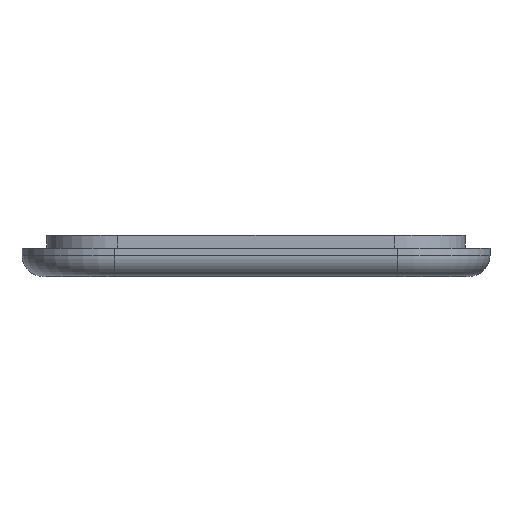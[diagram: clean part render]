
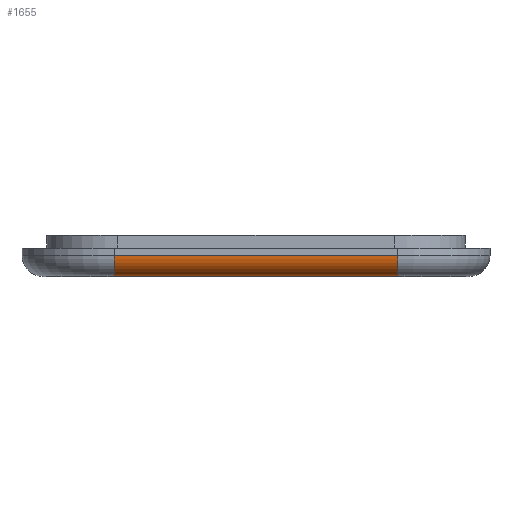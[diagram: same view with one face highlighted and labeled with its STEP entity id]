
A CAD part, front view. The second image highlights one B-rep face of the part: STEP entity #1655.
In plain terms, the highlighted cylindrical face has radius 3 mm (diameter 6 mm), a partial arc.
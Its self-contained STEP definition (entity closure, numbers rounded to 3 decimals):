
#296 = PLANE('',#297);
#297 = AXIS2_PLACEMENT_3D('',#298,#299,#300);
#298 = CARTESIAN_POINT('',(20.,-58.,0.));
#299 = DIRECTION('',(0.,-1.,0.));
#300 = DIRECTION('',(-1.,0.,0.));
#770 = VERTEX_POINT('',#771);
#771 = CARTESIAN_POINT('',(-20.,-58.,0.));
#786 = TOROIDAL_SURFACE('',#787,10.,3.);
#787 = AXIS2_PLACEMENT_3D('',#788,#789,#790);
#788 = CARTESIAN_POINT('',(-20.,-45.,0.));
#789 = DIRECTION('',(-0.,-0.,-1.));
#790 = DIRECTION('',(1.,0.,0.));
#825 = EDGE_CURVE('',#826,#770,#828,.T.);
#826 = VERTEX_POINT('',#827);
#827 = CARTESIAN_POINT('',(20.,-58.,0.));
#828 = SURFACE_CURVE('',#829,(#833,#840),.PCURVE_S1.);
#829 = LINE('',#830,#831);
#830 = CARTESIAN_POINT('',(20.,-58.,0.));
#831 = VECTOR('',#832,1.);
#832 = DIRECTION('',(-1.,0.,0.));
#833 = PCURVE('',#296,#834);
#834 = DEFINITIONAL_REPRESENTATION('',(#835),#839);
#835 = LINE('',#836,#837);
#836 = CARTESIAN_POINT('',(0.,-0.));
#837 = VECTOR('',#838,1.);
#838 = DIRECTION('',(1.,0.));
#839 = ( GEOMETRIC_REPRESENTATION_CONTEXT(2) 
PARAMETRIC_REPRESENTATION_CONTEXT() REPRESENTATION_CONTEXT('2D SPACE',''
  ) );
#840 = PCURVE('',#841,#846);
#841 = CYLINDRICAL_SURFACE('',#842,3.);
#842 = AXIS2_PLACEMENT_3D('',#843,#844,#845);
#843 = CARTESIAN_POINT('',(20.,-55.,0.));
#844 = DIRECTION('',(-1.,0.,0.));
#845 = DIRECTION('',(0.,0.,1.));
#846 = DEFINITIONAL_REPRESENTATION('',(#847),#851);
#847 = LINE('',#848,#849);
#848 = CARTESIAN_POINT('',(-1.571,0.));
#849 = VECTOR('',#850,1.);
#850 = DIRECTION('',(-0.,1.));
#851 = ( GEOMETRIC_REPRESENTATION_CONTEXT(2) 
PARAMETRIC_REPRESENTATION_CONTEXT() REPRESENTATION_CONTEXT('2D SPACE',''
  ) );
#918 = TOROIDAL_SURFACE('',#919,10.,3.);
#919 = AXIS2_PLACEMENT_3D('',#920,#921,#922);
#920 = CARTESIAN_POINT('',(20.,-45.,0.));
#921 = DIRECTION('',(-0.,-0.,-1.));
#922 = DIRECTION('',(1.,0.,0.));
#1571 = PLANE('',#1572);
#1572 = AXIS2_PLACEMENT_3D('',#1573,#1574,#1575);
#1573 = CARTESIAN_POINT('',(0.,-5.,-3.));
#1574 = DIRECTION('',(0.,0.,1.));
#1575 = DIRECTION('',(1.,0.,0.));
#1611 = VERTEX_POINT('',#1612);
#1612 = CARTESIAN_POINT('',(-20.,-55.,-3.));
#1634 = EDGE_CURVE('',#770,#1611,#1635,.T.);
#1635 = SURFACE_CURVE('',#1636,(#1641,#1648),.PCURVE_S1.);
#1636 = CIRCLE('',#1637,3.);
#1637 = AXIS2_PLACEMENT_3D('',#1638,#1639,#1640);
#1638 = CARTESIAN_POINT('',(-20.,-55.,0.));
#1639 = DIRECTION('',(1.,0.,0.));
#1640 = DIRECTION('',(0.,0.,1.));
#1641 = PCURVE('',#786,#1642);
#1642 = DEFINITIONAL_REPRESENTATION('',(#1643),#1647);
#1643 = LINE('',#1644,#1645);
#1644 = CARTESIAN_POINT('',(-4.712,-1.571));
#1645 = VECTOR('',#1646,1.);
#1646 = DIRECTION('',(-0.,1.));
#1647 = ( GEOMETRIC_REPRESENTATION_CONTEXT(2) 
PARAMETRIC_REPRESENTATION_CONTEXT() REPRESENTATION_CONTEXT('2D SPACE',''
  ) );
#1648 = PCURVE('',#841,#1649);
#1649 = DEFINITIONAL_REPRESENTATION('',(#1650),#1654);
#1650 = LINE('',#1651,#1652);
#1651 = CARTESIAN_POINT('',(-0.,40.));
#1652 = VECTOR('',#1653,1.);
#1653 = DIRECTION('',(-1.,0.));
#1654 = ( GEOMETRIC_REPRESENTATION_CONTEXT(2) 
PARAMETRIC_REPRESENTATION_CONTEXT() REPRESENTATION_CONTEXT('2D SPACE',''
  ) );
#1655 = ADVANCED_FACE('',(#1656),#841,.T.);
#1656 = FACE_BOUND('',#1657,.F.);
#1657 = EDGE_LOOP('',(#1658,#1659,#1683,#1704));
#1658 = ORIENTED_EDGE('',*,*,#825,.F.);
#1659 = ORIENTED_EDGE('',*,*,#1660,.T.);
#1660 = EDGE_CURVE('',#826,#1661,#1663,.T.);
#1661 = VERTEX_POINT('',#1662);
#1662 = CARTESIAN_POINT('',(20.,-55.,-3.));
#1663 = SURFACE_CURVE('',#1664,(#1669,#1676),.PCURVE_S1.);
#1664 = CIRCLE('',#1665,3.);
#1665 = AXIS2_PLACEMENT_3D('',#1666,#1667,#1668);
#1666 = CARTESIAN_POINT('',(20.,-55.,0.));
#1667 = DIRECTION('',(1.,0.,0.));
#1668 = DIRECTION('',(0.,-1.,0.));
#1669 = PCURVE('',#841,#1670);
#1670 = DEFINITIONAL_REPRESENTATION('',(#1671),#1675);
#1671 = LINE('',#1672,#1673);
#1672 = CARTESIAN_POINT('',(-1.571,0.));
#1673 = VECTOR('',#1674,1.);
#1674 = DIRECTION('',(-1.,0.));
#1675 = ( GEOMETRIC_REPRESENTATION_CONTEXT(2) 
PARAMETRIC_REPRESENTATION_CONTEXT() REPRESENTATION_CONTEXT('2D SPACE',''
  ) );
#1676 = PCURVE('',#918,#1677);
#1677 = DEFINITIONAL_REPRESENTATION('',(#1678),#1682);
#1678 = LINE('',#1679,#1680);
#1679 = CARTESIAN_POINT('',(-4.712,0.));
#1680 = VECTOR('',#1681,1.);
#1681 = DIRECTION('',(-0.,1.));
#1682 = ( GEOMETRIC_REPRESENTATION_CONTEXT(2) 
PARAMETRIC_REPRESENTATION_CONTEXT() REPRESENTATION_CONTEXT('2D SPACE',''
  ) );
#1683 = ORIENTED_EDGE('',*,*,#1684,.T.);
#1684 = EDGE_CURVE('',#1661,#1611,#1685,.T.);
#1685 = SURFACE_CURVE('',#1686,(#1690,#1697),.PCURVE_S1.);
#1686 = LINE('',#1687,#1688);
#1687 = CARTESIAN_POINT('',(20.,-55.,-3.));
#1688 = VECTOR('',#1689,1.);
#1689 = DIRECTION('',(-1.,0.,0.));
#1690 = PCURVE('',#841,#1691);
#1691 = DEFINITIONAL_REPRESENTATION('',(#1692),#1696);
#1692 = LINE('',#1693,#1694);
#1693 = CARTESIAN_POINT('',(-3.142,0.));
#1694 = VECTOR('',#1695,1.);
#1695 = DIRECTION('',(-0.,1.));
#1696 = ( GEOMETRIC_REPRESENTATION_CONTEXT(2) 
PARAMETRIC_REPRESENTATION_CONTEXT() REPRESENTATION_CONTEXT('2D SPACE',''
  ) );
#1697 = PCURVE('',#1571,#1698);
#1698 = DEFINITIONAL_REPRESENTATION('',(#1699),#1703);
#1699 = LINE('',#1700,#1701);
#1700 = CARTESIAN_POINT('',(20.,-50.));
#1701 = VECTOR('',#1702,1.);
#1702 = DIRECTION('',(-1.,0.));
#1703 = ( GEOMETRIC_REPRESENTATION_CONTEXT(2) 
PARAMETRIC_REPRESENTATION_CONTEXT() REPRESENTATION_CONTEXT('2D SPACE',''
  ) );
#1704 = ORIENTED_EDGE('',*,*,#1634,.F.);
